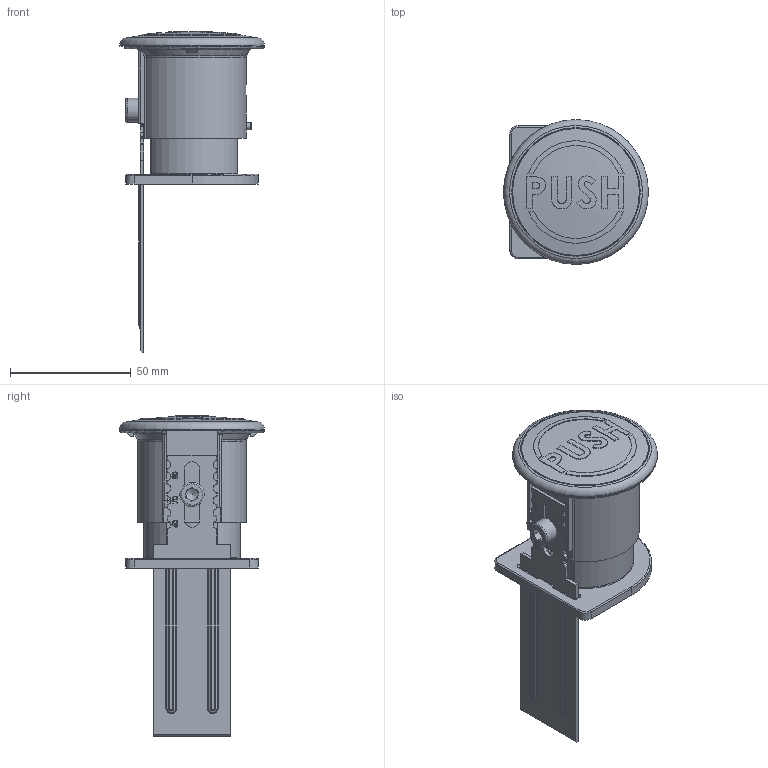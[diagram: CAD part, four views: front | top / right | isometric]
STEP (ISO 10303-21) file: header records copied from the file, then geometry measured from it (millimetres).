
FILE_DESCRIPTION (( 'STEP AP214' ), '1' );
FILE_NAME ('0957409S03.STEP', '2014-12-15T14:21:12', ( 'Admin' ), ( 'Hewlett-Packard Company' ), 'SwSTEP 2.0', 'SolidWorks 2014', '' );
FILE_SCHEMA (( 'AUTOMOTIVE_DESIGN' ));
Length unit declared in the file: millimetre
Products named in the file (10): 4DIN912M0610M_DIN 912 M6 x 20 --- 25N; 0957409r07_Standard; 0957409r02_Standard; 0957409r01_095 7409r01; 0957409r06_0957409r06; 096p0201304m6_Standard; 0957409r03_0957409R03; 0957409r04_0957409r04s01; 0957409r05_Standard; 0957409S03
Assembly tree (9 placements, depth 2):
  0957409S03
    0957409r05_Standard
    0957409r04_0957409r04s01
    0957409r03_0957409R03
    096p0201304m6_Standard
    0957409r06_0957409r06
    0957409r01_095 7409r01
    0957409r02_Standard
    0957409r07_Standard
    4DIN912M0610M_DIN 912 M6 x 20 --- 25N
Bounding box: 60 x 60 x 133.17 mm (x, y, z)
Volume: 51579 mm3; surface area: 49487.8 mm2
Topology: 9 solids, 9 shells, 1319 faces, 3241 edges, 1969 vertices
Faces by surface type: plane 391, cylinder 345, bspline 276, torus 241, cone 36, sphere 30
Full cylindrical faces by diameter (mm): 2.7 x1, 3 x1, 5 x1, 5.7 x1, 6 x2, 6.5 x1, 7 x1, 8 x2, 10 x3, 13.7 x1, 52.7 x1, 53 x1, 60 x1
Entity records: 59628 total; most frequent: CARTESIAN_POINT 29787, ORIENTED_EDGE 6320, DIRECTION 5824, EDGE_CURVE 3160, AXIS2_PLACEMENT_3D 2271, VERTEX_POINT 1957, EDGE_LOOP 1439, FACE_OUTER_BOUND 1363
